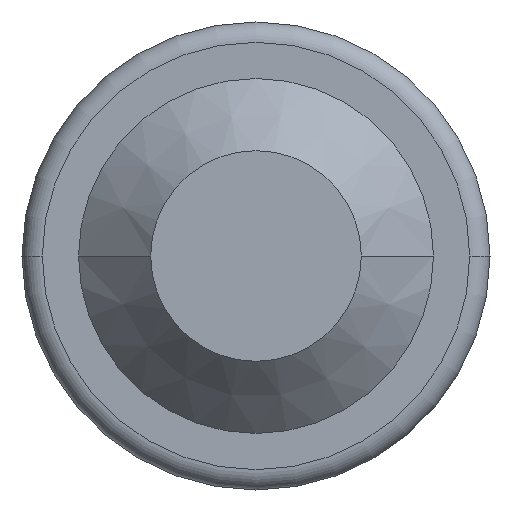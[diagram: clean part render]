
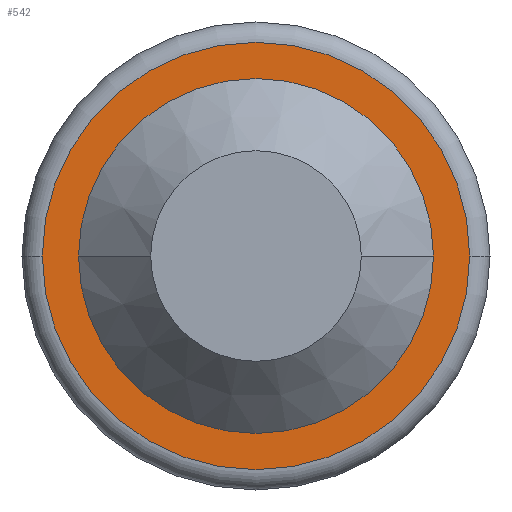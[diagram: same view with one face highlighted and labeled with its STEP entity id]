
A CAD part, front view. The second image highlights one B-rep face of the part: STEP entity #542.
In plain terms, the highlighted planar face has unit normal (0, -1, 0).
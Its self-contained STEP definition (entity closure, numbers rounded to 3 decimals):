
#1=CARTESIAN_POINT('',(0.,-0.015,0.));
#2=DIRECTION('',(0.,1.,0.));
#3=DIRECTION('',(-1.,0.,0.));
#4=AXIS2_PLACEMENT_3D('',#1,#2,#3);
#14=CARTESIAN_POINT('',(0.,-0.015,0.));
#15=DIRECTION('',(0.,-1.,0.));
#16=DIRECTION('',(-1.,0.,0.));
#17=AXIS2_PLACEMENT_3D('',#14,#15,#16);
#47=CARTESIAN_POINT('',(0.,-0.015,0.));
#48=DIRECTION('',(0.,1.,0.));
#49=DIRECTION('',(-1.,0.,0.));
#50=AXIS2_PLACEMENT_3D('',#47,#48,#49);
#52=CARTESIAN_POINT('',(0.,-0.015,0.));
#53=DIRECTION('',(0.,-1.,0.));
#54=DIRECTION('',(-1.,0.,0.));
#55=AXIS2_PLACEMENT_3D('',#52,#53,#54);
#401=CARTESIAN_POINT('',(-1.005,-0.015,0.));
#403=VERTEX_POINT('',#401);
#427=CARTESIAN_POINT('',(-1.21,-0.015,0.));
#428=VERTEX_POINT('',#427);
#429=CARTESIAN_POINT('',(1.005,-0.015,0.));
#431=VERTEX_POINT('',#429);
#453=CARTESIAN_POINT('',(1.21,-0.015,0.));
#454=VERTEX_POINT('',#453);
#527=CARTESIAN_POINT('',(0.,-0.015,0.));
#528=DIRECTION('',(0.,1.,0.));
#529=DIRECTION('',(1.,0.,0.));
#530=AXIS2_PLACEMENT_3D('',#527,#528,#529);
#531=PLANE('',#530);
#533=ORIENTED_EDGE('',*,*,#532,.T.);
#535=ORIENTED_EDGE('',*,*,#534,.F.);
#536=EDGE_LOOP('',(#533,#535));
#537=FACE_OUTER_BOUND('',#536,.F.);
#538=ORIENTED_EDGE('',*,*,#484,.T.);
#539=ORIENTED_EDGE('',*,*,#466,.F.);
#540=EDGE_LOOP('',(#538,#539));
#541=FACE_BOUND('',#540,.F.);
#542=ADVANCED_FACE('',(#537,#541),#531,.F.);
#5=CIRCLE('',#4,1.005);
#18=CIRCLE('',#17,1.005);
#51=CIRCLE('',#50,1.21);
#56=CIRCLE('',#55,1.21);
#466=EDGE_CURVE('',#403,#431,#5,.T.);
#484=EDGE_CURVE('',#403,#431,#18,.T.);
#532=EDGE_CURVE('',#428,#454,#51,.T.);
#534=EDGE_CURVE('',#428,#454,#56,.T.);
